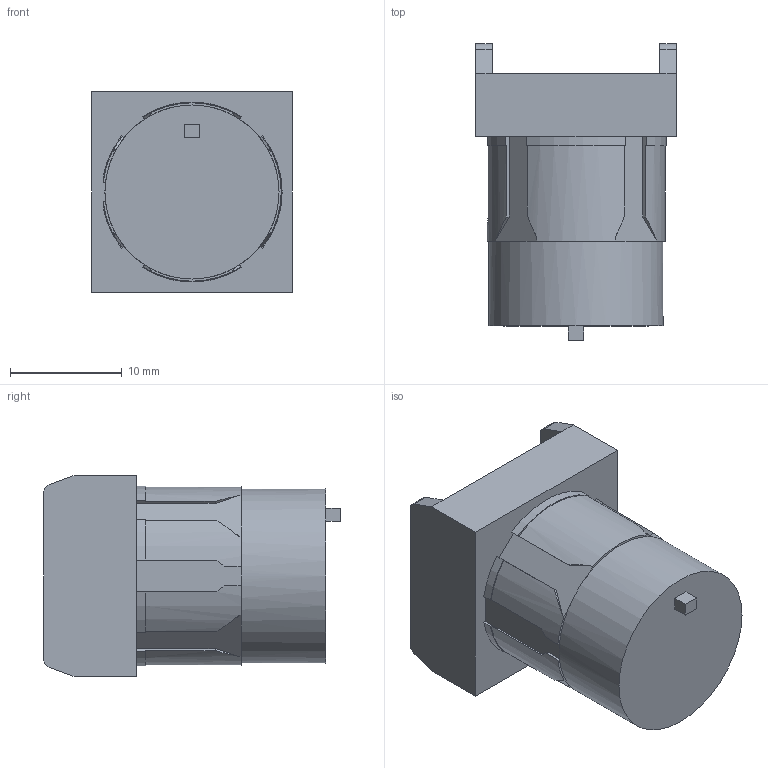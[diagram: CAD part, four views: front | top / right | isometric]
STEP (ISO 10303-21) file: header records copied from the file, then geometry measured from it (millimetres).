
FILE_DESCRIPTION(/* description */ ('Panel Mount Non-Illuminated Pushbuttons_ni_body-'),/* implementation_level */ '2;1');
FILE_NAME(/* name */ 'YB16SKW01-BBni_body.ipt.step',/* time_stamp */ '2014-01-07T11:08:30-08:00',/* author */ ('Cadenas PARTsolutions'),/* organization */ ('NKKSWITCHES'),/* preprocessor_version */ 'ST-DEVELOPER v15.2',/* originating_system */ 'Autodesk Inventor 2014',/* authorisation */ '');
FILE_SCHEMA (('AUTOMOTIVE_DESIGN { 1 0 10303 214 3 1 1 }'));
Length unit declared in the file: inch
Products named in the file (1): YB16SKW01-BBni_body
Bounding box: 18.01 x 26.6 x 18.01 mm (x, y, z)
Volume: 4965.7 mm3; surface area: 2203 mm2
Topology: 1 solids, 1 shells, 81 faces, 217 edges, 140 vertices
Faces by surface type: plane 66, cylinder 15
Full cylindrical faces by diameter (mm): 15.61 x1
Entity records: 2517 total; most frequent: CARTESIAN_POINT 436, ORIENTED_EDGE 430, DIRECTION 428, EDGE_CURVE 215, LINE 166, VECTOR 166, VERTEX_POINT 139, AXIS2_PLACEMENT_3D 131
